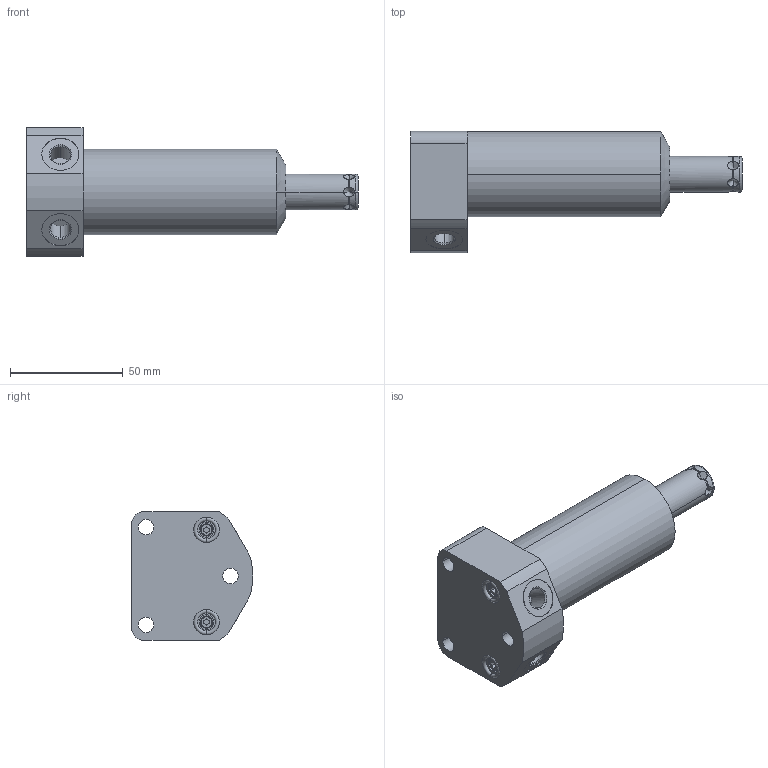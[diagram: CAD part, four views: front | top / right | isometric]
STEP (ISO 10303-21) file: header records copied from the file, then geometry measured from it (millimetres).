
FILE_DESCRIPTION((''),'2;1');
FILE_NAME('ILCM41420523','2013-04-01T',('jdw'),(''),'PRO/ENGINEER BY PARAMETRIC TECHNOLOGY CORPORATION, 2007460','PRO/ENGINEER BY PARAMETRIC TECHNOLOGY CORPORATION, 2007460','');
FILE_SCHEMA(('AUTOMOTIVE_DESIGN_CC2 { 1 2 10303 214 -1 1 5 2 }'));
Length unit declared in the file: millimetre
Products named in the file (1): ILCM41420523
Bounding box: 147.33 x 53.81 x 57 mm (x, y, z)
Volume: 169847.4 mm3; surface area: 26050.6 mm2
Topology: 1 solids, 4 shells, 137 faces, 342 edges, 215 vertices
Faces by surface type: cylinder 55, plane 52, cone 24, torus 6
Entity records: 5504 total; most frequent: CARTESIAN_POINT 997, DIRECTION 688, ORIENTED_EDGE 652, PRESENTATION_STYLE_ASSIGNMENT 343, STYLED_ITEM 330, CURVE_STYLE 328, EDGE_CURVE 328, AXIS2_PLACEMENT_3D 282
